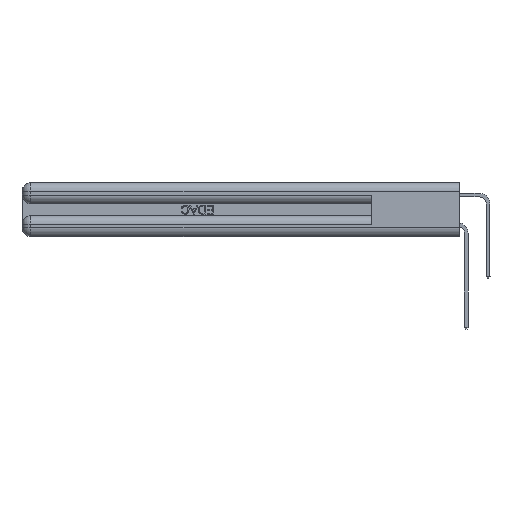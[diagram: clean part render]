
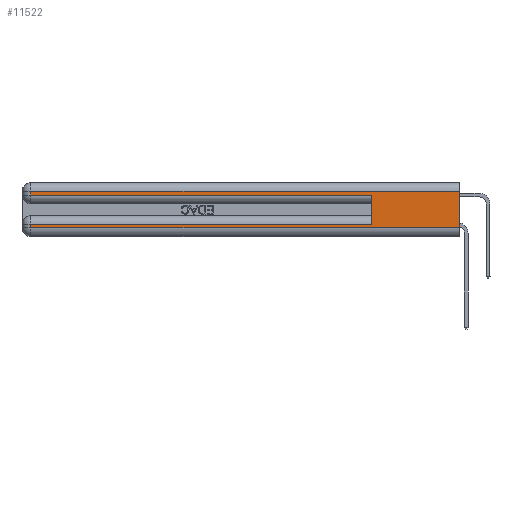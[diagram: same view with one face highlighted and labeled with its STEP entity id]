
A CAD part, left-side view. The second image highlights one B-rep face of the part: STEP entity #11522.
In plain terms, the highlighted planar face has unit normal (-1, 0, 0).
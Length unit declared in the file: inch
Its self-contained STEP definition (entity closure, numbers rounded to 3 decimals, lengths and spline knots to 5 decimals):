
#431 = EDGE_CURVE ( 'NONE', #22305, #12428, #36663, .T. ) ;
#951 = DIRECTION ( 'NONE',  ( 0., 0., 1. ) ) ;
#1178 = VECTOR ( 'NONE', #17462, 39.37008 ) ;
#1259 = VECTOR ( 'NONE', #44188, 39.37008 ) ;
#1658 = LINE ( 'NONE', #17879, #13957 ) ;
#2683 = DIRECTION ( 'NONE',  ( 0., -1., 0. ) ) ;
#3678 = VECTOR ( 'NONE', #4957, 39.37008 ) ;
#3864 = VERTEX_POINT ( 'NONE', #46175 ) ;
#4128 = VECTOR ( 'NONE', #2683, 39.37008 ) ;
#4957 = DIRECTION ( 'NONE',  ( 0., 0., -1. ) ) ;
#6884 = DIRECTION ( 'NONE',  ( 0., 1., 0. ) ) ;
#7113 = CARTESIAN_POINT ( 'NONE',  ( 0., 0., 0.37 ) ) ;
#7727 = DIRECTION ( 'NONE',  ( 0., 0., -1. ) ) ;
#8275 = ORIENTED_EDGE ( 'NONE', *, *, #32246, .T. ) ;
#8471 = CARTESIAN_POINT ( 'NONE',  ( 0., 0., 0.31 ) ) ;
#10022 = EDGE_CURVE ( 'NONE', #33548, #43037, #29208, .T. ) ;
#11405 = CARTESIAN_POINT ( 'NONE',  ( 0., 0.6, 0.085 ) ) ;
#11522 = ADVANCED_FACE ( 'NONE', ( #43080 ), #13094, .F. ) ;
#12428 = VERTEX_POINT ( 'NONE', #39946 ) ;
#12526 = VERTEX_POINT ( 'NONE', #8471 ) ;
#13094 = PLANE ( 'NONE',  #40180 ) ;
#13358 = ORIENTED_EDGE ( 'NONE', *, *, #24626, .T. ) ;
#13957 = VECTOR ( 'NONE', #6884, 39.37008 ) ;
#15242 = LINE ( 'NONE', #31880, #40454 ) ;
#16743 = EDGE_LOOP ( 'NONE', ( #31591, #24318, #25287, #13358, #38328, #8275, #42273, #23064 ) ) ;
#16813 = EDGE_CURVE ( 'NONE', #12526, #12428, #27777, .T. ) ;
#17462 = DIRECTION ( 'NONE',  ( 0., 0., -1. ) ) ;
#17879 = CARTESIAN_POINT ( 'NONE',  ( 0., 0., 0.085 ) ) ;
#19703 = LINE ( 'NONE', #29094, #37101 ) ;
#19993 = DIRECTION ( 'NONE',  ( 1., 0., 0. ) ) ;
#21227 = DIRECTION ( 'NONE',  ( 0., 1., 0. ) ) ;
#22305 = VERTEX_POINT ( 'NONE', #42087 ) ;
#23064 = ORIENTED_EDGE ( 'NONE', *, *, #431, .T. ) ;
#23489 = VERTEX_POINT ( 'NONE', #11405 ) ;
#23843 = CARTESIAN_POINT ( 'NONE',  ( 0., 2.94, 0.285 ) ) ;
#24318 = ORIENTED_EDGE ( 'NONE', *, *, #37351, .T. ) ;
#24626 = EDGE_CURVE ( 'NONE', #43037, #40435, #27168, .T. ) ;
#25287 = ORIENTED_EDGE ( 'NONE', *, *, #10022, .T. ) ;
#25889 = CARTESIAN_POINT ( 'NONE',  ( 0., 0., 0.285 ) ) ;
#27168 = LINE ( 'NONE', #25889, #1259 ) ;
#27777 = LINE ( 'NONE', #7113, #3678 ) ;
#28391 = CARTESIAN_POINT ( 'NONE',  ( 0., 2.94, 0.37 ) ) ;
#28802 = VECTOR ( 'NONE', #951, 39.37008 ) ;
#29094 = CARTESIAN_POINT ( 'NONE',  ( 0., 2.94, 0.37 ) ) ;
#29208 = LINE ( 'NONE', #28391, #1178 ) ;
#29829 = CARTESIAN_POINT ( 'NONE',  ( 0., 0.6, 0.145 ) ) ;
#31591 = ORIENTED_EDGE ( 'NONE', *, *, #16813, .F. ) ;
#31880 = CARTESIAN_POINT ( 'NONE',  ( 0., 0., 0.31 ) ) ;
#32246 = EDGE_CURVE ( 'NONE', #23489, #3864, #1658, .T. ) ;
#33548 = VERTEX_POINT ( 'NONE', #45248 ) ;
#34139 = CARTESIAN_POINT ( 'NONE',  ( 0., 0., 0.37 ) ) ;
#34990 = CARTESIAN_POINT ( 'NONE',  ( 0., 0., 0.06 ) ) ;
#35396 = CARTESIAN_POINT ( 'NONE',  ( 0., 0.6, 0.285 ) ) ;
#36663 = LINE ( 'NONE', #34990, #4128 ) ;
#36669 = LINE ( 'NONE', #29829, #28802 ) ;
#37101 = VECTOR ( 'NONE', #7727, 39.37008 ) ;
#37220 = EDGE_CURVE ( 'NONE', #3864, #22305, #19703, .T. ) ;
#37351 = EDGE_CURVE ( 'NONE', #12526, #33548, #15242, .T. ) ;
#38166 = DIRECTION ( 'NONE',  ( 0., 0., -1. ) ) ;
#38328 = ORIENTED_EDGE ( 'NONE', *, *, #40686, .F. ) ;
#39946 = CARTESIAN_POINT ( 'NONE',  ( 0., 0., 0.06 ) ) ;
#40180 = AXIS2_PLACEMENT_3D ( 'NONE', #34139, #19993, #38166 ) ;
#40435 = VERTEX_POINT ( 'NONE', #35396 ) ;
#40454 = VECTOR ( 'NONE', #21227, 39.37008 ) ;
#40686 = EDGE_CURVE ( 'NONE', #23489, #40435, #36669, .T. ) ;
#42087 = CARTESIAN_POINT ( 'NONE',  ( 0., 2.94, 0.06 ) ) ;
#42273 = ORIENTED_EDGE ( 'NONE', *, *, #37220, .T. ) ;
#43037 = VERTEX_POINT ( 'NONE', #23843 ) ;
#43080 = FACE_OUTER_BOUND ( 'NONE', #16743, .T. ) ;
#44188 = DIRECTION ( 'NONE',  ( 0., -1., 0. ) ) ;
#45248 = CARTESIAN_POINT ( 'NONE',  ( 0., 2.94, 0.31 ) ) ;
#46175 = CARTESIAN_POINT ( 'NONE',  ( 0., 2.94, 0.085 ) ) ;
